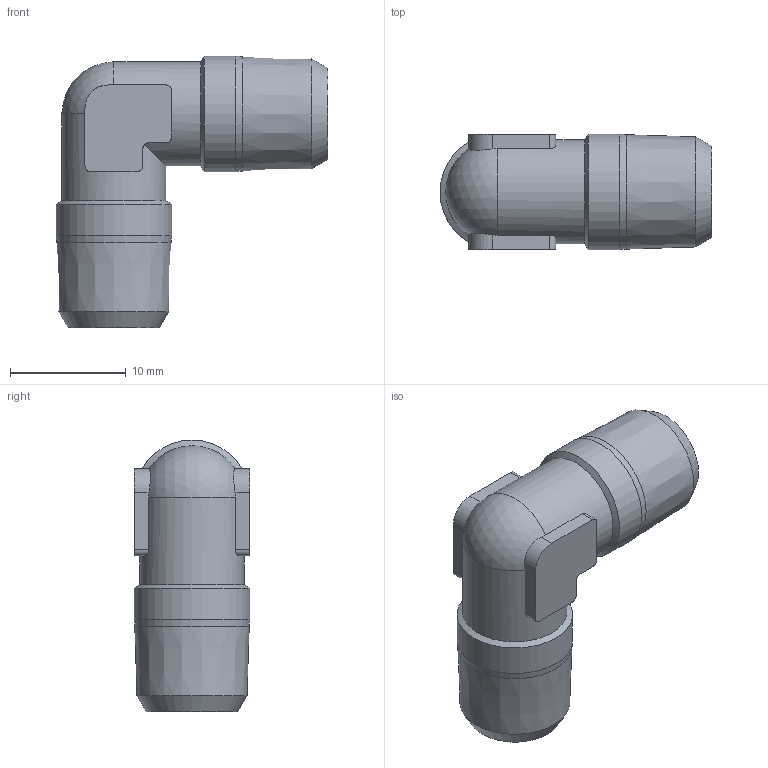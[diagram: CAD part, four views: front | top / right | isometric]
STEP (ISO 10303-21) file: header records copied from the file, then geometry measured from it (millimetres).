
FILE_DESCRIPTION(/* description */ (''),/* implementation_level */ '2;1');
FILE_NAME(/* name */ 'wa_18_msv.stp',/* time_stamp */ '2017-10-30T14:38:42+01:00',/* author */ ('Hamoud'),/* organization */ (''),/* preprocessor_version */ 'ST-DEVELOPER v15.6',/* originating_system */ 'Autodesk Inventor LT ',/* authorisation */ '');
FILE_SCHEMA (('AUTOMOTIVE_DESIGN { 1 0 10303 214 3 1 1 }'));
Length unit declared in the file: millimetre
Products named in the file (1): wa_18_msv
Bounding box: 23.5 x 10 x 23.5 mm (x, y, z)
Volume: 1564.1 mm3; surface area: 1894.4 mm2
Topology: 1 solids, 1 shells, 51 faces, 136 edges, 86 vertices
Faces by surface type: cylinder 21, plane 16, cone 13, sphere 1
Full cylindrical faces by diameter (mm): 6 x2, 9 x2, 10 x2
Entity records: 3454 total; most frequent: CARTESIAN_POINT 2273, DIRECTION 244, ORIENTED_EDGE 220, EDGE_CURVE 110, AXIS2_PLACEMENT_3D 100, VERTEX_POINT 78, EDGE_LOOP 70, FACE_OUTER_BOUND 50
